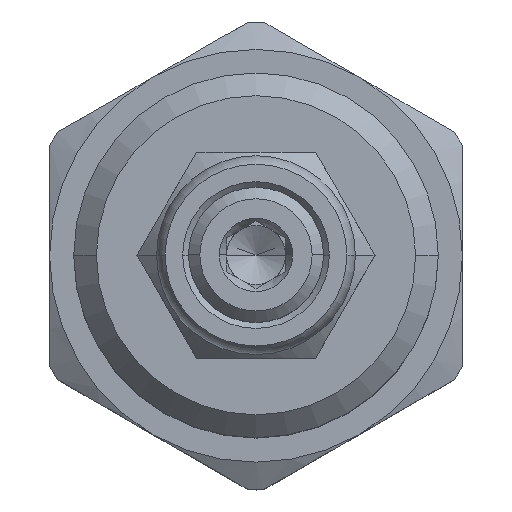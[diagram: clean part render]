
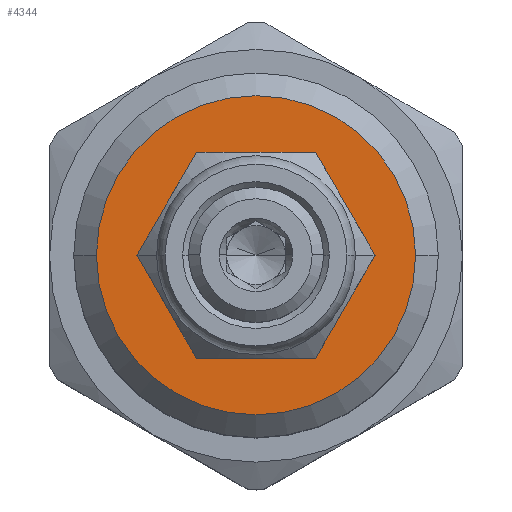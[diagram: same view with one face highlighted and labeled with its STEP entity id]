
A CAD part, top view. The second image highlights one B-rep face of the part: STEP entity #4344.
In plain terms, the highlighted planar face has unit normal (0, 0, 1).
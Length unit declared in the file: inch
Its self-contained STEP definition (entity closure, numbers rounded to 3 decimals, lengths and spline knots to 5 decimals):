
#658=CARTESIAN_POINT('',(0.,0.,1.684));
#659=DIRECTION('',(0.,0.,1.));
#660=DIRECTION('',(-1.,0.,0.));
#661=AXIS2_PLACEMENT_3D('',#658,#659,#660);
#663=CARTESIAN_POINT('',(0.,0.,1.684));
#664=DIRECTION('',(0.,0.,1.));
#665=DIRECTION('',(1.,0.,0.));
#666=AXIS2_PLACEMENT_3D('',#663,#664,#665);
#668=CARTESIAN_POINT('',(0.,0.,1.684));
#669=DIRECTION('',(0.,0.,1.));
#670=DIRECTION('',(-1.,0.,0.));
#671=AXIS2_PLACEMENT_3D('',#668,#669,#670);
#686=CARTESIAN_POINT('',(0.,0.,1.684));
#687=DIRECTION('',(0.,0.,-1.));
#688=DIRECTION('',(-1.,0.,0.));
#689=AXIS2_PLACEMENT_3D('',#686,#687,#688);
#2960=CARTESIAN_POINT('',(-0.435,0.,1.684));
#2961=CARTESIAN_POINT('',(0.435,0.,1.684));
#2962=VERTEX_POINT('',#2960);
#2963=VERTEX_POINT('',#2961);
#3024=CARTESIAN_POINT('',(-0.271,0.,1.684));
#3025=CARTESIAN_POINT('',(0.271,0.,1.684));
#3026=VERTEX_POINT('',#3024);
#3027=VERTEX_POINT('',#3025);
#4328=CARTESIAN_POINT('',(0.,0.,1.684));
#4329=DIRECTION('',(0.,0.,-1.));
#4330=DIRECTION('',(1.,0.,0.));
#4331=AXIS2_PLACEMENT_3D('',#4328,#4329,#4330);
#4332=PLANE('',#4331);
#4334=ORIENTED_EDGE('',*,*,#4333,.F.);
#4336=ORIENTED_EDGE('',*,*,#4335,.T.);
#4337=EDGE_LOOP('',(#4334,#4336));
#4338=FACE_OUTER_BOUND('',#4337,.F.);
#4340=ORIENTED_EDGE('',*,*,#4339,.T.);
#4341=ORIENTED_EDGE('',*,*,#4311,.T.);
#4342=EDGE_LOOP('',(#4340,#4341));
#4343=FACE_BOUND('',#4342,.F.);
#662=CIRCLE('',#661,0.271);
#667=CIRCLE('',#666,0.271);
#672=CIRCLE('',#671,0.435);
#690=CIRCLE('',#689,0.435);
#4311=EDGE_CURVE('',#3027,#3026,#667,.T.);
#4333=EDGE_CURVE('',#2962,#2963,#672,.T.);
#4335=EDGE_CURVE('',#2962,#2963,#690,.T.);
#4339=EDGE_CURVE('',#3026,#3027,#662,.T.);
#4344=ADVANCED_FACE('',(#4338,#4343),#4332,.F.);
